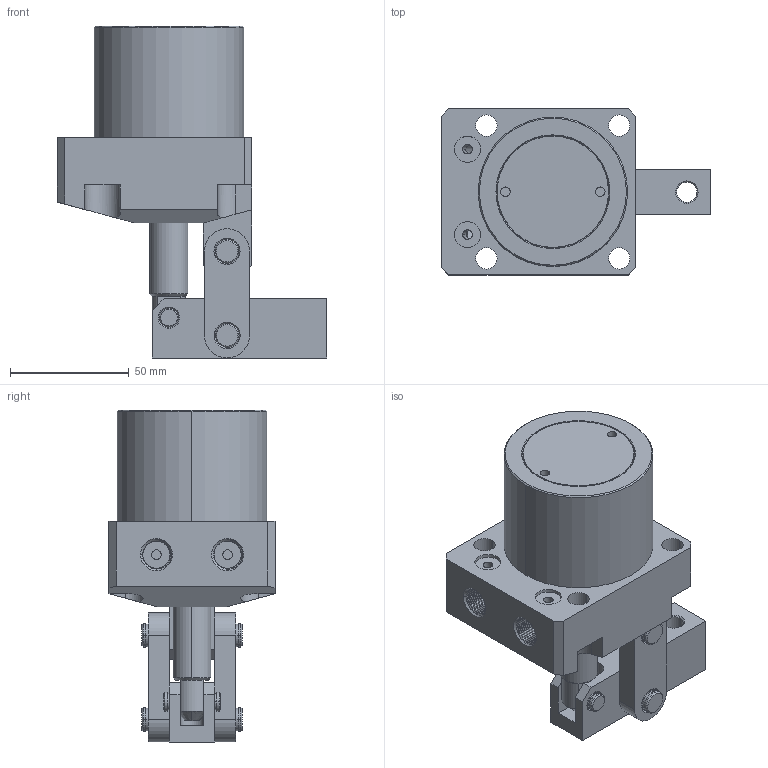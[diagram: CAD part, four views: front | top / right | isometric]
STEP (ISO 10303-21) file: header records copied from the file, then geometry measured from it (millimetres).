
FILE_DESCRIPTION (( 'STEP AP214' ), '1' );
FILE_NAME ('CLKA-065P.STEP', '2021-10-12T08:27:35', ( 'PC' ), ( '' ), 'SwSTEP 2.0', 'SolidWorks 2016', '' );
FILE_SCHEMA (( 'AUTOMOTIVE_DESIGN' ));
Length unit declared in the file: millimetre
Products named in the file (6): 45揤啣; CLKA-50酗种_2; CLKA-50蟀裝00_2; 傻种粣; CLKA-065P
Assembly tree (7 placements, depth 2):
  CLKA-065P
    CLKA-065P
    傻种粣
    CLKA-50蟀裝00_2  x2
    CLKA-50酗种_2  x2
    45揤啣
Bounding box: 113.5 x 70 x 140 mm (x, y, z)
Volume: 381213.8 mm3; surface area: 58279.3 mm2
Topology: 7 solids, 7 shells, 292 faces, 729 edges, 474 vertices
Faces by surface type: cylinder 139, plane 89, cone 56, bspline 8
Entity records: 12362 total; most frequent: CARTESIAN_POINT 5116, ORIENTED_EDGE 1288, DIRECTION 1244, EDGE_CURVE 644, AXIS2_PLACEMENT_3D 476, VERTEX_POINT 420, EDGE_LOOP 300, VECTOR 292
